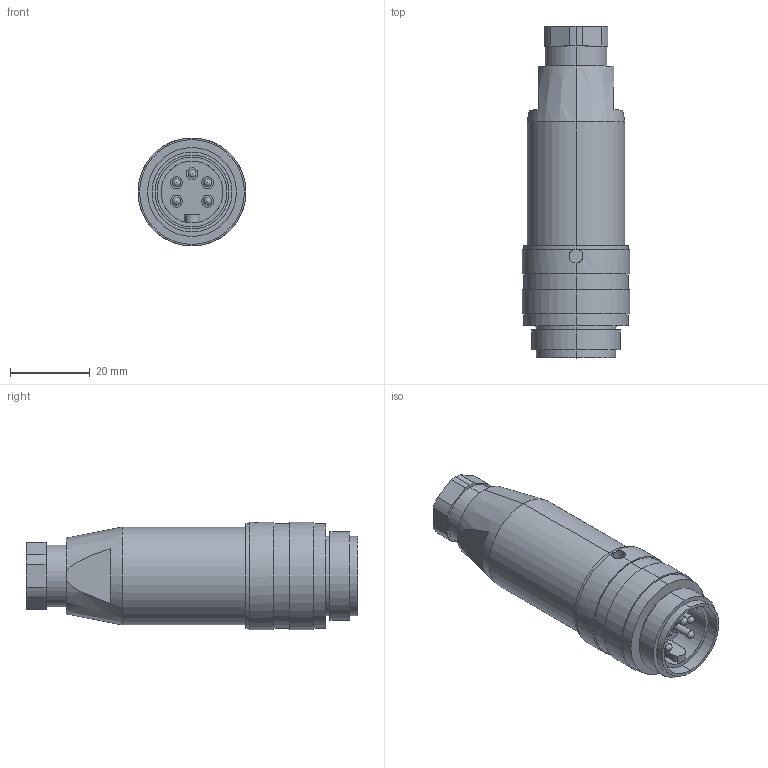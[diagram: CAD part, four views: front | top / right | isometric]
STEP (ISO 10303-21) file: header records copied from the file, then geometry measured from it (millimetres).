
FILE_DESCRIPTION (( 'STEP AP203' ), '1' );
FILE_NAME ('7000-78061-0000000.step', '2025-06-19T17:13:52', ( '' ), ( '' ), 'SwSTEP 2.0', 'SolidWorks 2024', '' );
FILE_SCHEMA (( 'CONFIG_CONTROL_DESIGN' ));
Length unit declared in the file: millimetre
Products named in the file (1): 7000-78061-0000000
Bounding box: 27 x 83 x 27 mm (x, y, z)
Volume: 32255.9 mm3; surface area: 9725.4 mm2
Topology: 1 solids, 1 shells, 103 faces, 237 edges, 154 vertices
Faces by surface type: cylinder 59, plane 35, sphere 5, cone 4
Entity records: 3021 total; most frequent: CARTESIAN_POINT 563, DIRECTION 546, ORIENTED_EDGE 454, EDGE_CURVE 227, AXIS2_PLACEMENT_3D 226, VERTEX_POINT 149, EDGE_LOOP 126, CIRCLE 122
